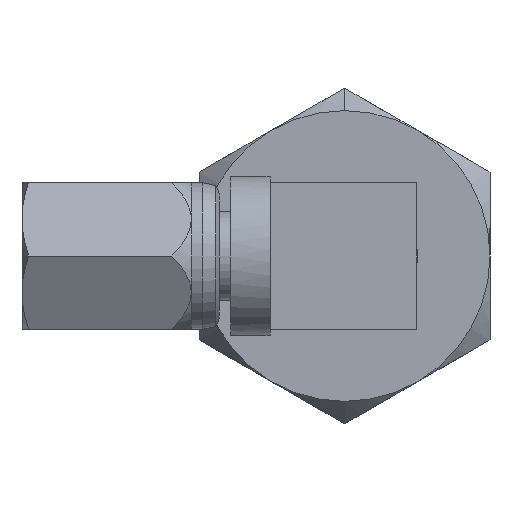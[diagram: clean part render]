
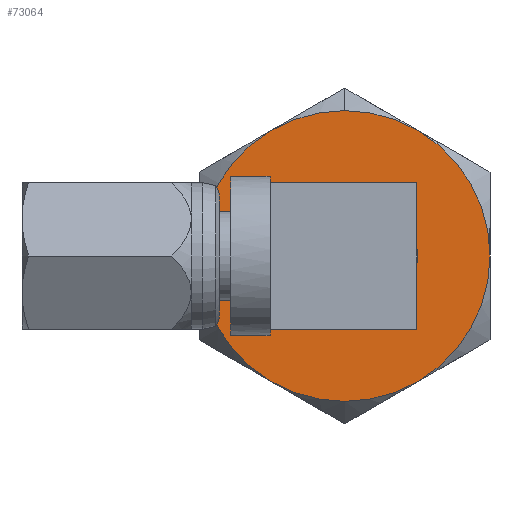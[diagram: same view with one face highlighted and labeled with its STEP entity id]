
A CAD part, left-side view. The second image highlights one B-rep face of the part: STEP entity #73064.
In plain terms, the highlighted face is planar.
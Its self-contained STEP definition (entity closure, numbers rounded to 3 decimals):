
#441 = AXIS2_PLACEMENT_3D ( 'NONE', #53968, #179323, #115327 ) ;
#6314 = DIRECTION ( 'NONE',  ( 0., 0., 1. ) ) ;
#7024 = CARTESIAN_POINT ( 'NONE',  ( 10.414, 0., 0. ) ) ;
#9414 = VERTEX_POINT ( 'NONE', #132379 ) ;
#11616 = CARTESIAN_POINT ( 'NONE',  ( 10.414, -3.926, 0. ) ) ;
#21764 = CIRCLE ( 'NONE', #129392, 3.926 ) ;
#23149 = EDGE_CURVE ( 'NONE', #157993, #193417, #30341, .T. ) ;
#25456 = DIRECTION ( 'NONE',  ( -1., 0., 0. ) ) ;
#28546 = ORIENTED_EDGE ( 'NONE', *, *, #176979, .T. ) ;
#30341 = CIRCLE ( 'NONE', #187459, 3.926 ) ;
#30676 = ORIENTED_EDGE ( 'NONE', *, *, #54410, .F. ) ;
#34760 = VERTEX_POINT ( 'NONE', #161613 ) ;
#35549 = AXIS2_PLACEMENT_3D ( 'NONE', #59561, #25456, #90260 ) ;
#37189 = ORIENTED_EDGE ( 'NONE', *, *, #23149, .F. ) ;
#37677 = CARTESIAN_POINT ( 'NONE',  ( 10.414, 0., 0. ) ) ;
#39494 = CIRCLE ( 'NONE', #172305, 3.926 ) ;
#39937 = VERTEX_POINT ( 'NONE', #120683 ) ;
#44799 = CIRCLE ( 'NONE', #199090, 1.384 ) ;
#49521 = CIRCLE ( 'NONE', #75448, 3.926 ) ;
#53029 = DIRECTION ( 'NONE',  ( 0., 0., 1. ) ) ;
#53968 = CARTESIAN_POINT ( 'NONE',  ( 10.414, 0., 0. ) ) ;
#54410 = EDGE_CURVE ( 'NONE', #193417, #75817, #201018, .T. ) ;
#55556 = FACE_BOUND ( 'NONE', #200775, .T. ) ;
#57396 = CIRCLE ( 'NONE', #139329, 3.926 ) ;
#59561 = CARTESIAN_POINT ( 'NONE',  ( 10.414, 1.334, 0. ) ) ;
#60399 = CIRCLE ( 'NONE', #81325, 1.384 ) ;
#66456 = DIRECTION ( 'NONE',  ( 1., 0., 0. ) ) ;
#69814 = DIRECTION ( 'NONE',  ( -1., 0., 0. ) ) ;
#71049 = DIRECTION ( 'NONE',  ( -1., 0., 0. ) ) ;
#73064 = ADVANCED_FACE ( 'NONE', ( #55556, #147759 ), #91627, .F. ) ;
#75448 = AXIS2_PLACEMENT_3D ( 'NONE', #81890, #66456, #178596 ) ;
#75817 = VERTEX_POINT ( 'NONE', #133719 ) ;
#78957 = VERTEX_POINT ( 'NONE', #11616 ) ;
#81325 = AXIS2_PLACEMENT_3D ( 'NONE', #199071, #151233, #105135 ) ;
#81890 = CARTESIAN_POINT ( 'NONE',  ( 10.414, 0., 0. ) ) ;
#83716 = DIRECTION ( 'NONE',  ( -1., 0., 0. ) ) ;
#89438 = DIRECTION ( 'NONE',  ( -1., 0., 0. ) ) ;
#90260 = DIRECTION ( 'NONE',  ( 0., 0., 1. ) ) ;
#91627 = PLANE ( 'NONE',  #35549 ) ;
#92847 = AXIS2_PLACEMENT_3D ( 'NONE', #7024, #71049, #117083 ) ;
#98194 = CARTESIAN_POINT ( 'NONE',  ( 10.414, 0., -1.384 ) ) ;
#105135 = DIRECTION ( 'NONE',  ( 0., 0., 1. ) ) ;
#105434 = ORIENTED_EDGE ( 'NONE', *, *, #166101, .F. ) ;
#115327 = DIRECTION ( 'NONE',  ( 0., 0., 1. ) ) ;
#117083 = DIRECTION ( 'NONE',  ( 0., 0., 1. ) ) ;
#117787 = ORIENTED_EDGE ( 'NONE', *, *, #178120, .F. ) ;
#119310 = CARTESIAN_POINT ( 'NONE',  ( 10.414, 0., 0. ) ) ;
#119613 = EDGE_CURVE ( 'NONE', #135470, #39937, #39494, .T. ) ;
#119927 = DIRECTION ( 'NONE',  ( 0., 0., 1. ) ) ;
#120683 = CARTESIAN_POINT ( 'NONE',  ( 10.414, -1.963, -3.4 ) ) ;
#120694 = DIRECTION ( 'NONE',  ( 0., 0., 1. ) ) ;
#122841 = DIRECTION ( 'NONE',  ( 0., 0., 1. ) ) ;
#124969 = CARTESIAN_POINT ( 'NONE',  ( 10.414, 1.963, 3.4 ) ) ;
#129392 = AXIS2_PLACEMENT_3D ( 'NONE', #201408, #89438, #122841 ) ;
#132379 = CARTESIAN_POINT ( 'NONE',  ( 10.414, 0., 1.384 ) ) ;
#133084 = DIRECTION ( 'NONE',  ( -1., 0., 0. ) ) ;
#133719 = CARTESIAN_POINT ( 'NONE',  ( 10.414, 3.926, 0. ) ) ;
#135470 = VERTEX_POINT ( 'NONE', #197305 ) ;
#139329 = AXIS2_PLACEMENT_3D ( 'NONE', #37677, #83716, #53029 ) ;
#142305 = ORIENTED_EDGE ( 'NONE', *, *, #177597, .T. ) ;
#147759 = FACE_OUTER_BOUND ( 'NONE', #151194, .T. ) ;
#147768 = CARTESIAN_POINT ( 'NONE',  ( 10.414, 0., 0. ) ) ;
#148201 = CARTESIAN_POINT ( 'NONE',  ( 10.414, -1.963, 3.4 ) ) ;
#151194 = EDGE_LOOP ( 'NONE', ( #30676, #37189, #105434, #161675, #164824, #117787, #142305 ) ) ;
#151233 = DIRECTION ( 'NONE',  ( -1., 0., 0. ) ) ;
#157993 = VERTEX_POINT ( 'NONE', #148201 ) ;
#161613 = CARTESIAN_POINT ( 'NONE',  ( 10.414, 1.963, -3.4 ) ) ;
#161675 = ORIENTED_EDGE ( 'NONE', *, *, #180505, .F. ) ;
#163309 = EDGE_CURVE ( 'NONE', #171364, #9414, #60399, .T. ) ;
#164824 = ORIENTED_EDGE ( 'NONE', *, *, #119613, .F. ) ;
#166087 = ORIENTED_EDGE ( 'NONE', *, *, #163309, .T. ) ;
#166101 = EDGE_CURVE ( 'NONE', #78957, #157993, #57396, .T. ) ;
#171364 = VERTEX_POINT ( 'NONE', #98194 ) ;
#172305 = AXIS2_PLACEMENT_3D ( 'NONE', #197823, #197126, #119927 ) ;
#176979 = EDGE_CURVE ( 'NONE', #9414, #171364, #44799, .T. ) ;
#177597 = EDGE_CURVE ( 'NONE', #34760, #75817, #49521, .T. ) ;
#178120 = EDGE_CURVE ( 'NONE', #34760, #135470, #198898, .T. ) ;
#178596 = DIRECTION ( 'NONE',  ( 0., 0., -1. ) ) ;
#179323 = DIRECTION ( 'NONE',  ( -1., 0., 0. ) ) ;
#180505 = EDGE_CURVE ( 'NONE', #39937, #78957, #21764, .T. ) ;
#187459 = AXIS2_PLACEMENT_3D ( 'NONE', #119310, #69814, #120694 ) ;
#193417 = VERTEX_POINT ( 'NONE', #124969 ) ;
#197126 = DIRECTION ( 'NONE',  ( -1., 0., 0. ) ) ;
#197305 = CARTESIAN_POINT ( 'NONE',  ( 10.414, 0., -3.926 ) ) ;
#197823 = CARTESIAN_POINT ( 'NONE',  ( 10.414, 0., 0. ) ) ;
#198898 = CIRCLE ( 'NONE', #92847, 3.926 ) ;
#199071 = CARTESIAN_POINT ( 'NONE',  ( 10.414, 0., 0. ) ) ;
#199090 = AXIS2_PLACEMENT_3D ( 'NONE', #147768, #133084, #6314 ) ;
#200775 = EDGE_LOOP ( 'NONE', ( #28546, #166087 ) ) ;
#201018 = CIRCLE ( 'NONE', #441, 3.926 ) ;
#201408 = CARTESIAN_POINT ( 'NONE',  ( 10.414, 0., 0. ) ) ;
